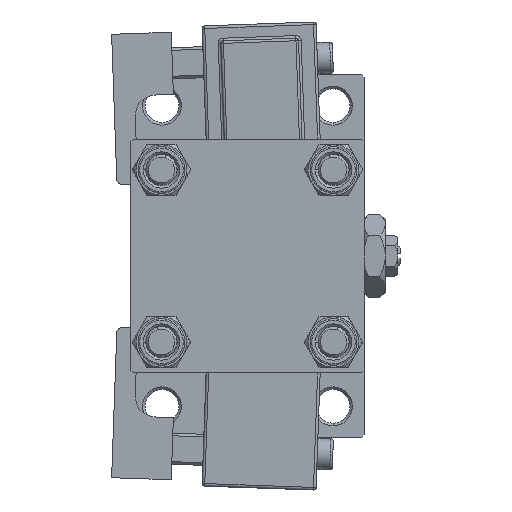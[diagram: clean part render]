
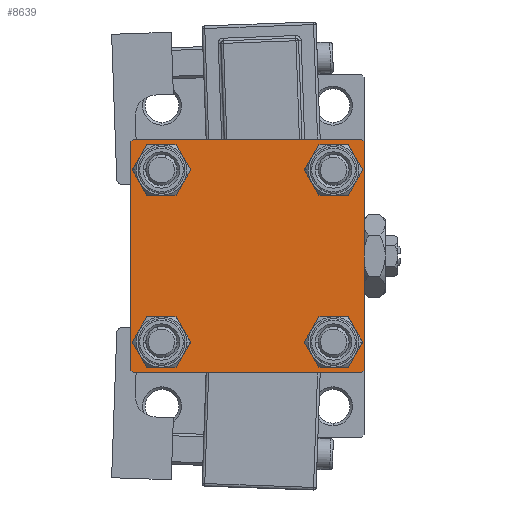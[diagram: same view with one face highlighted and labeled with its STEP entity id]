
A CAD part, left-side view. The second image highlights one B-rep face of the part: STEP entity #8639.
In plain terms, the highlighted planar face has unit normal (-1, 0, 0).
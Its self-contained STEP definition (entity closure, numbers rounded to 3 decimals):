
#296 = VERTEX_POINT ( 'NONE', #19182 ) ;
#1096 = CARTESIAN_POINT ( 'NONE',  ( 0., 16.6, -16.6 ) ) ;
#1148 = EDGE_CURVE ( 'NONE', #10788, #37986, #21836, .T. ) ;
#1619 = EDGE_LOOP ( 'NONE', ( #49808, #3440 ) ) ;
#1628 = DIRECTION ( 'NONE',  ( 0., 0., 1. ) ) ;
#2130 = EDGE_CURVE ( 'NONE', #21513, #27448, #19162, .T. ) ;
#2340 = AXIS2_PLACEMENT_3D ( 'NONE', #35986, #11816, #43514 ) ;
#2601 = ORIENTED_EDGE ( 'NONE', *, *, #7223, .T. ) ;
#2655 = CARTESIAN_POINT ( 'NONE',  ( 0., -16.6, -16.6 ) ) ;
#2685 = CARTESIAN_POINT ( 'NONE',  ( 0., 22., -22.5 ) ) ;
#2820 = CARTESIAN_POINT ( 'NONE',  ( 0., -16.6, 16.6 ) ) ;
#3068 = DIRECTION ( 'NONE',  ( 0., 0., 1. ) ) ;
#3440 = ORIENTED_EDGE ( 'NONE', *, *, #17907, .T. ) ;
#4097 = EDGE_CURVE ( 'NONE', #13831, #44622, #38784, .T. ) ;
#4976 = ORIENTED_EDGE ( 'NONE', *, *, #1148, .T. ) ;
#5040 = VECTOR ( 'NONE', #18959, 1000. ) ;
#5074 = CIRCLE ( 'NONE', #44914, 3.5 ) ;
#5096 = CARTESIAN_POINT ( 'NONE',  ( 0., -16.6, -13.1 ) ) ;
#5309 = CARTESIAN_POINT ( 'NONE',  ( 0., -16.6, 13.1 ) ) ;
#6201 = VERTEX_POINT ( 'NONE', #12488 ) ;
#6638 = EDGE_LOOP ( 'NONE', ( #34615, #49404 ) ) ;
#7223 = EDGE_CURVE ( 'NONE', #19637, #43556, #49712, .T. ) ;
#7461 = VERTEX_POINT ( 'NONE', #5309 ) ;
#7550 = VECTOR ( 'NONE', #41751, 1000. ) ;
#7613 = VERTEX_POINT ( 'NONE', #2685 ) ;
#7850 = EDGE_CURVE ( 'NONE', #10788, #296, #36682, .T. ) ;
#8180 = FACE_OUTER_BOUND ( 'NONE', #27092, .T. ) ;
#8201 = CARTESIAN_POINT ( 'NONE',  ( 0., 22.5, -22.5 ) ) ;
#8639 = ADVANCED_FACE ( 'NONE', ( #15459, #32073, #16485, #24288, #8180 ), #44028, .T. ) ;
#8893 = DIRECTION ( 'NONE',  ( 0., 0., 1. ) ) ;
#8968 = DIRECTION ( 'NONE',  ( 0., 0., -1. ) ) ;
#9231 = LINE ( 'NONE', #8201, #31650 ) ;
#9280 = EDGE_CURVE ( 'NONE', #15562, #7461, #50489, .T. ) ;
#9918 = VECTOR ( 'NONE', #35916, 1000. ) ;
#10004 = EDGE_CURVE ( 'NONE', #27448, #21513, #23127, .T. ) ;
#10053 = LINE ( 'NONE', #25896, #7550 ) ;
#10061 = ORIENTED_EDGE ( 'NONE', *, *, #19159, .T. ) ;
#10788 = VERTEX_POINT ( 'NONE', #36521 ) ;
#10928 = LINE ( 'NONE', #43639, #5040 ) ;
#11234 = DIRECTION ( 'NONE',  ( 0., -0.707, 0.707 ) ) ;
#11481 = AXIS2_PLACEMENT_3D ( 'NONE', #16435, #45278, #1628 ) ;
#11816 = DIRECTION ( 'NONE',  ( -1., 0., 0. ) ) ;
#12149 = EDGE_CURVE ( 'NONE', #45159, #296, #31737, .T. ) ;
#12456 = VECTOR ( 'NONE', #11234, 1000. ) ;
#12488 = CARTESIAN_POINT ( 'NONE',  ( 0., 22.5, -22. ) ) ;
#12970 = CARTESIAN_POINT ( 'NONE',  ( 0., 16.6, 16.6 ) ) ;
#13214 = VECTOR ( 'NONE', #37496, 1000. ) ;
#13831 = VERTEX_POINT ( 'NONE', #17834 ) ;
#13995 = AXIS2_PLACEMENT_3D ( 'NONE', #21358, #37467, #8893 ) ;
#15038 = DIRECTION ( 'NONE',  ( 1., 0., 0. ) ) ;
#15459 = FACE_BOUND ( 'NONE', #39833, .T. ) ;
#15525 = CARTESIAN_POINT ( 'NONE',  ( 0., 16.6, -16.6 ) ) ;
#15562 = VERTEX_POINT ( 'NONE', #24093 ) ;
#16435 = CARTESIAN_POINT ( 'NONE',  ( 0., 16.6, 16.6 ) ) ;
#16485 = FACE_BOUND ( 'NONE', #1619, .T. ) ;
#16850 = EDGE_CURVE ( 'NONE', #19637, #37986, #10928, .T. ) ;
#16935 = DIRECTION ( 'NONE',  ( 0., 0., 1. ) ) ;
#17146 = CARTESIAN_POINT ( 'NONE',  ( 0., -16.6, 16.6 ) ) ;
#17459 = DIRECTION ( 'NONE',  ( 1., 0., 0. ) ) ;
#17537 = LINE ( 'NONE', #33381, #42510 ) ;
#17663 = ORIENTED_EDGE ( 'NONE', *, *, #30638, .T. ) ;
#17675 = ORIENTED_EDGE ( 'NONE', *, *, #47044, .T. ) ;
#17834 = CARTESIAN_POINT ( 'NONE',  ( 0., 16.6, 20.1 ) ) ;
#17907 = EDGE_CURVE ( 'NONE', #32176, #18812, #5074, .T. ) ;
#18324 = EDGE_CURVE ( 'NONE', #6201, #7613, #10053, .T. ) ;
#18656 = DIRECTION ( 'NONE',  ( 0., 0., 1. ) ) ;
#18743 = DIRECTION ( 'NONE',  ( 0., 0., 1. ) ) ;
#18812 = VERTEX_POINT ( 'NONE', #40015 ) ;
#18959 = DIRECTION ( 'NONE',  ( 0., -1., 0. ) ) ;
#19159 = EDGE_CURVE ( 'NONE', #7613, #45159, #9231, .T. ) ;
#19162 = CIRCLE ( 'NONE', #19988, 3.5 ) ;
#19182 = CARTESIAN_POINT ( 'NONE',  ( 0., -22.5, -22. ) ) ;
#19460 = AXIS2_PLACEMENT_3D ( 'NONE', #1096, #17459, #16935 ) ;
#19637 = VERTEX_POINT ( 'NONE', #47583 ) ;
#19761 = ORIENTED_EDGE ( 'NONE', *, *, #18324, .T. ) ;
#19988 = AXIS2_PLACEMENT_3D ( 'NONE', #2655, #47067, #18743 ) ;
#20527 = DIRECTION ( 'NONE',  ( 1., 0., 0. ) ) ;
#20610 = CIRCLE ( 'NONE', #23897, 3.5 ) ;
#21358 = CARTESIAN_POINT ( 'NONE',  ( 0., -16.6, -16.6 ) ) ;
#21513 = VERTEX_POINT ( 'NONE', #22390 ) ;
#21579 = CARTESIAN_POINT ( 'NONE',  ( 0., 16.6, -20.1 ) ) ;
#21836 = LINE ( 'NONE', #33772, #49820 ) ;
#22390 = CARTESIAN_POINT ( 'NONE',  ( 0., -16.6, -20.1 ) ) ;
#22809 = CIRCLE ( 'NONE', #19460, 3.5 ) ;
#23127 = CIRCLE ( 'NONE', #13995, 3.5 ) ;
#23716 = ORIENTED_EDGE ( 'NONE', *, *, #16850, .F. ) ;
#23897 = AXIS2_PLACEMENT_3D ( 'NONE', #17146, #20527, #32989 ) ;
#24041 = DIRECTION ( 'NONE',  ( 0., -1., 0. ) ) ;
#24093 = CARTESIAN_POINT ( 'NONE',  ( 0., -16.6, 20.1 ) ) ;
#24119 = ORIENTED_EDGE ( 'NONE', *, *, #9280, .T. ) ;
#24288 = FACE_BOUND ( 'NONE', #6638, .T. ) ;
#25896 = CARTESIAN_POINT ( 'NONE',  ( 0., 22.25, -22.25 ) ) ;
#26652 = CARTESIAN_POINT ( 'NONE',  ( 0., -22., -22.5 ) ) ;
#27092 = EDGE_LOOP ( 'NONE', ( #17663, #19761, #10061, #32423, #39918, #4976, #23716, #2601 ) ) ;
#27448 = VERTEX_POINT ( 'NONE', #5096 ) ;
#28052 = AXIS2_PLACEMENT_3D ( 'NONE', #2820, #15038, #18656 ) ;
#30638 = EDGE_CURVE ( 'NONE', #43556, #6201, #17537, .T. ) ;
#31650 = VECTOR ( 'NONE', #24041, 1000. ) ;
#31737 = LINE ( 'NONE', #39523, #12456 ) ;
#32073 = FACE_BOUND ( 'NONE', #42237, .T. ) ;
#32176 = VERTEX_POINT ( 'NONE', #21579 ) ;
#32423 = ORIENTED_EDGE ( 'NONE', *, *, #12149, .T. ) ;
#32989 = DIRECTION ( 'NONE',  ( 0., 0., 1. ) ) ;
#33381 = CARTESIAN_POINT ( 'NONE',  ( 0., 22.5, 22.5 ) ) ;
#33772 = CARTESIAN_POINT ( 'NONE',  ( 0., -22.25, 22.25 ) ) ;
#34615 = ORIENTED_EDGE ( 'NONE', *, *, #4097, .T. ) ;
#35916 = DIRECTION ( 'NONE',  ( 0., 0., -1. ) ) ;
#35986 = CARTESIAN_POINT ( 'NONE',  ( 0., 0., 0. ) ) ;
#36113 = CARTESIAN_POINT ( 'NONE',  ( 0., 16.6, 13.1 ) ) ;
#36374 = CIRCLE ( 'NONE', #11481, 3.5 ) ;
#36521 = CARTESIAN_POINT ( 'NONE',  ( 0., -22.5, 22. ) ) ;
#36682 = LINE ( 'NONE', #48121, #9918 ) ;
#37467 = DIRECTION ( 'NONE',  ( 1., 0., 0. ) ) ;
#37496 = DIRECTION ( 'NONE',  ( 0., 0.707, -0.707 ) ) ;
#37986 = VERTEX_POINT ( 'NONE', #46599 ) ;
#38784 = CIRCLE ( 'NONE', #47103, 3.5 ) ;
#39240 = EDGE_CURVE ( 'NONE', #18812, #32176, #22809, .T. ) ;
#39523 = CARTESIAN_POINT ( 'NONE',  ( 0., -22.25, -22.25 ) ) ;
#39833 = EDGE_LOOP ( 'NONE', ( #24119, #17675 ) ) ;
#39918 = ORIENTED_EDGE ( 'NONE', *, *, #7850, .F. ) ;
#40015 = CARTESIAN_POINT ( 'NONE',  ( 0., 16.6, -13.1 ) ) ;
#40253 = DIRECTION ( 'NONE',  ( 0., 0., 1. ) ) ;
#40843 = ORIENTED_EDGE ( 'NONE', *, *, #2130, .T. ) ;
#41340 = ORIENTED_EDGE ( 'NONE', *, *, #10004, .T. ) ;
#41751 = DIRECTION ( 'NONE',  ( 0., -0.707, -0.707 ) ) ;
#42237 = EDGE_LOOP ( 'NONE', ( #41340, #40843 ) ) ;
#42510 = VECTOR ( 'NONE', #8968, 1000. ) ;
#43514 = DIRECTION ( 'NONE',  ( 0., 0., 1. ) ) ;
#43556 = VERTEX_POINT ( 'NONE', #50983 ) ;
#43639 = CARTESIAN_POINT ( 'NONE',  ( 0., 22.5, 22.5 ) ) ;
#44028 = PLANE ( 'NONE',  #2340 ) ;
#44622 = VERTEX_POINT ( 'NONE', #36113 ) ;
#44914 = AXIS2_PLACEMENT_3D ( 'NONE', #15525, #47231, #3068 ) ;
#45159 = VERTEX_POINT ( 'NONE', #26652 ) ;
#45278 = DIRECTION ( 'NONE',  ( 1., 0., 0. ) ) ;
#45813 = CARTESIAN_POINT ( 'NONE',  ( 0., 22.25, 22.25 ) ) ;
#46599 = CARTESIAN_POINT ( 'NONE',  ( 0., -22., 22.5 ) ) ;
#46672 = EDGE_CURVE ( 'NONE', #44622, #13831, #36374, .T. ) ;
#47044 = EDGE_CURVE ( 'NONE', #7461, #15562, #20610, .T. ) ;
#47067 = DIRECTION ( 'NONE',  ( 1., 0., 0. ) ) ;
#47103 = AXIS2_PLACEMENT_3D ( 'NONE', #12970, #48056, #40253 ) ;
#47231 = DIRECTION ( 'NONE',  ( 1., 0., 0. ) ) ;
#47583 = CARTESIAN_POINT ( 'NONE',  ( 0., 22., 22.5 ) ) ;
#48056 = DIRECTION ( 'NONE',  ( 1., 0., 0. ) ) ;
#48121 = CARTESIAN_POINT ( 'NONE',  ( 0., -22.5, 22.5 ) ) ;
#49404 = ORIENTED_EDGE ( 'NONE', *, *, #46672, .T. ) ;
#49712 = LINE ( 'NONE', #45813, #13214 ) ;
#49808 = ORIENTED_EDGE ( 'NONE', *, *, #39240, .T. ) ;
#49820 = VECTOR ( 'NONE', #49893, 1000. ) ;
#49893 = DIRECTION ( 'NONE',  ( 0., 0.707, 0.707 ) ) ;
#50489 = CIRCLE ( 'NONE', #28052, 3.5 ) ;
#50983 = CARTESIAN_POINT ( 'NONE',  ( 0., 22.5, 22. ) ) ;
